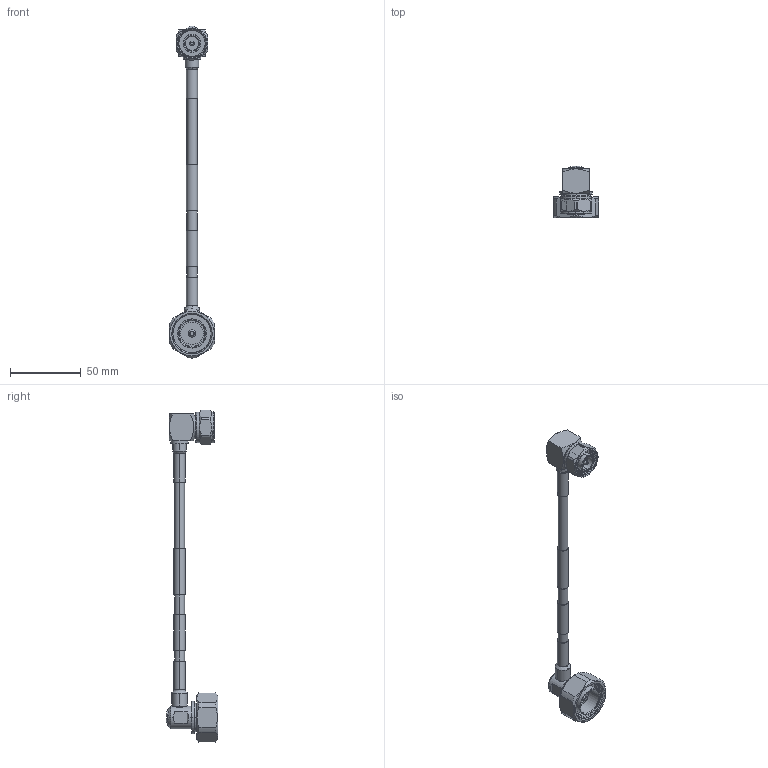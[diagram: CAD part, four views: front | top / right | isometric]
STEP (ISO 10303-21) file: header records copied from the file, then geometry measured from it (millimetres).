
FILE_DESCRIPTION (( 'STEP AP214' ), '1' );
FILE_NAME ('LCCA31051.step', '2022-10-04T19:20:48', ( '' ), ( '' ), 'SwSTEP 2.0', 'SolidWorks 2021', '' );
FILE_SCHEMA (( 'AUTOMOTIVE_DESIGN' ));
Length unit declared in the file: inch
Products named in the file (4): TC-250-716M-RA-LP^LCCA31051_Heat Shrink; TC-250-4310M-RA-LP^LCCA31051_HeatShrink; SPP-250-LLPL ^LCCA31051_SPP-250-LLPL; LCCA31051
Assembly tree (3 placements, depth 2):
  LCCA31051
    SPP-250-LLPL ^LCCA31051_SPP-250-LLPL
    TC-250-716M-RA-LP^LCCA31051_Heat Shrink
    TC-250-4310M-RA-LP^LCCA31051_HeatShrink
Bounding box: 32 x 36.81 x 235.39 mm (x, y, z)
Volume: 30301.6 mm3; surface area: 17848.4 mm2
Topology: 4 solids, 8 shells, 249 faces, 593 edges, 384 vertices
Faces by surface type: cylinder 111, plane 62, cone 55, bspline 15, sphere 4, torus 2
Entity records: 11393 total; most frequent: CARTESIAN_POINT 5710, ORIENTED_EDGE 1186, DIRECTION 1129, EDGE_CURVE 593, AXIS2_PLACEMENT_3D 474, VERTEX_POINT 384, EDGE_LOOP 273, ADVANCED_FACE 249
